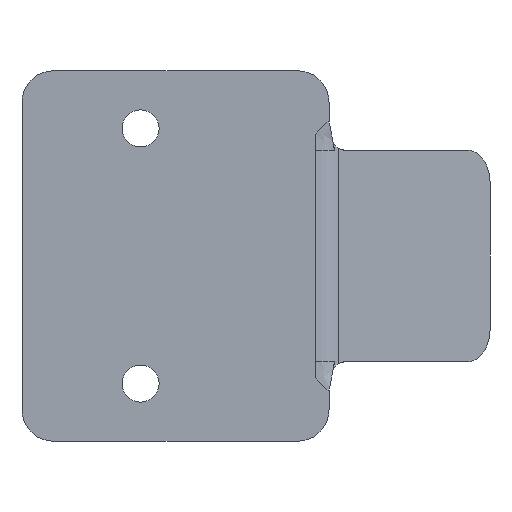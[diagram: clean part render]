
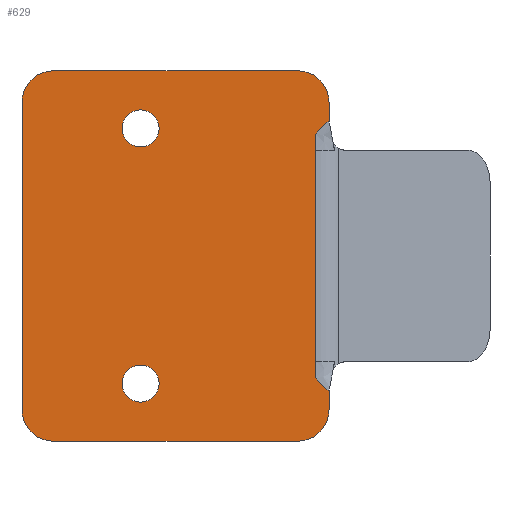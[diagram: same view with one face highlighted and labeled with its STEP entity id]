
A CAD part, front view. The second image highlights one B-rep face of the part: STEP entity #629.
In plain terms, the highlighted planar face has unit normal (0, -1, 0).
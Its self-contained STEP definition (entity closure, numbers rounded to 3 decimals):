
#1=CARTESIAN_POINT('',(11.2,0.,-12.05));
#2=DIRECTION('',(0.,1.,0.));
#3=DIRECTION('',(-1.,0.,0.));
#4=AXIS2_PLACEMENT_3D('',#1,#2,#3);
#6=CARTESIAN_POINT('',(11.2,0.,-12.05));
#7=DIRECTION('',(0.,1.,0.));
#8=DIRECTION('',(1.,0.,0.));
#9=AXIS2_PLACEMENT_3D('',#6,#7,#8);
#11=CARTESIAN_POINT('',(11.2,0.,12.05));
#12=DIRECTION('',(0.,1.,0.));
#13=DIRECTION('',(-1.,0.,0.));
#14=AXIS2_PLACEMENT_3D('',#11,#12,#13);
#16=CARTESIAN_POINT('',(11.2,0.,12.05));
#17=DIRECTION('',(0.,1.,0.));
#18=DIRECTION('',(1.,0.,0.));
#19=AXIS2_PLACEMENT_3D('',#16,#17,#18);
#21=CARTESIAN_POINT('',(3.,0.,-14.5));
#22=DIRECTION('',(0.,-1.,0.));
#23=DIRECTION('',(-1.,0.,0.));
#24=AXIS2_PLACEMENT_3D('',#21,#22,#23);
#26=DIRECTION('',(0.,0.,1.));
#27=VECTOR('',#26,29.);
#28=CARTESIAN_POINT('',(0.,0.,-14.5));
#29=LINE('',#28,#27);
#30=CARTESIAN_POINT('',(3.,0.,14.5));
#31=DIRECTION('',(0.,-1.,0.));
#32=DIRECTION('',(0.,0.,1.));
#33=AXIS2_PLACEMENT_3D('',#30,#31,#32);
#35=DIRECTION('',(1.,0.,0.));
#36=VECTOR('',#35,23.);
#37=CARTESIAN_POINT('',(3.,0.,17.5));
#38=LINE('',#37,#36);
#39=CARTESIAN_POINT('',(26.,0.,14.5));
#40=DIRECTION('',(0.,-1.,0.));
#41=DIRECTION('',(1.,0.,0.));
#42=AXIS2_PLACEMENT_3D('',#39,#40,#41);
#44=DIRECTION('',(0.,0.,-1.));
#45=VECTOR('',#44,1.721);
#46=CARTESIAN_POINT('',(29.,0.,14.5));
#47=LINE('',#46,#45);
#48=DIRECTION('',(-0.707,0.,-0.707));
#49=VECTOR('',#48,1.781);
#50=CARTESIAN_POINT('',(29.,0.,12.779));
#51=LINE('',#50,#49);
#52=DIRECTION('',(0.,0.,1.));
#53=VECTOR('',#52,1.52);
#54=CARTESIAN_POINT('',(27.741,0.,10.));
#55=LINE('',#54,#53);
#56=DIRECTION('',(0.,0.,-1.));
#57=VECTOR('',#56,1.52);
#58=CARTESIAN_POINT('',(27.741,0.,-10.));
#59=LINE('',#58,#57);
#60=DIRECTION('',(-0.707,0.,0.707));
#61=VECTOR('',#60,1.781);
#62=CARTESIAN_POINT('',(29.,0.,-12.779));
#63=LINE('',#62,#61);
#64=DIRECTION('',(0.,0.,-1.));
#65=VECTOR('',#64,1.721);
#66=CARTESIAN_POINT('',(29.,0.,-12.779));
#67=LINE('',#66,#65);
#68=CARTESIAN_POINT('',(26.,0.,-14.5));
#69=DIRECTION('',(0.,-1.,0.));
#70=DIRECTION('',(0.,0.,-1.));
#71=AXIS2_PLACEMENT_3D('',#68,#69,#70);
#73=DIRECTION('',(-1.,0.,0.));
#74=VECTOR('',#73,23.);
#75=CARTESIAN_POINT('',(26.,0.,-17.5));
#76=LINE('',#75,#74);
#244=DIRECTION('',(0.,0.,-1.));
#245=VECTOR('',#244,20.);
#246=CARTESIAN_POINT('',(27.741,0.,10.));
#247=LINE('',#246,#245);
#474=CARTESIAN_POINT('',(9.45,0.,-12.05));
#475=CARTESIAN_POINT('',(12.95,0.,-12.05));
#476=VERTEX_POINT('',#474);
#477=VERTEX_POINT('',#475);
#478=CARTESIAN_POINT('',(9.45,0.,12.05));
#479=CARTESIAN_POINT('',(12.95,0.,12.05));
#480=VERTEX_POINT('',#478);
#481=VERTEX_POINT('',#479);
#490=CARTESIAN_POINT('',(0.,0.,-14.5));
#491=CARTESIAN_POINT('',(3.,0.,-17.5));
#492=VERTEX_POINT('',#490);
#493=VERTEX_POINT('',#491);
#498=CARTESIAN_POINT('',(3.,0.,17.5));
#499=CARTESIAN_POINT('',(0.,0.,14.5));
#500=VERTEX_POINT('',#498);
#501=VERTEX_POINT('',#499);
#522=CARTESIAN_POINT('',(26.,0.,17.5));
#523=VERTEX_POINT('',#522);
#524=CARTESIAN_POINT('',(26.,0.,-17.5));
#525=VERTEX_POINT('',#524);
#530=CARTESIAN_POINT('',(27.741,0.,-10.));
#531=CARTESIAN_POINT('',(27.741,0.,-11.52));
#532=VERTEX_POINT('',#530);
#533=VERTEX_POINT('',#531);
#534=CARTESIAN_POINT('',(29.,0.,-12.779));
#535=VERTEX_POINT('',#534);
#542=CARTESIAN_POINT('',(27.741,0.,10.));
#543=CARTESIAN_POINT('',(27.741,0.,11.52));
#544=VERTEX_POINT('',#542);
#545=VERTEX_POINT('',#543);
#546=CARTESIAN_POINT('',(29.,0.,12.779));
#547=VERTEX_POINT('',#546);
#554=CARTESIAN_POINT('',(29.,0.,-14.5));
#555=VERTEX_POINT('',#554);
#558=CARTESIAN_POINT('',(29.,0.,14.5));
#559=VERTEX_POINT('',#558);
#582=CARTESIAN_POINT('',(0.,0.,0.));
#583=DIRECTION('',(0.,1.,0.));
#584=DIRECTION('',(1.,0.,0.));
#585=AXIS2_PLACEMENT_3D('',#582,#583,#584);
#586=PLANE('',#585);
#588=ORIENTED_EDGE('',*,*,#587,.F.);
#590=ORIENTED_EDGE('',*,*,#589,.T.);
#592=ORIENTED_EDGE('',*,*,#591,.F.);
#594=ORIENTED_EDGE('',*,*,#593,.T.);
#596=ORIENTED_EDGE('',*,*,#595,.F.);
#598=ORIENTED_EDGE('',*,*,#597,.T.);
#600=ORIENTED_EDGE('',*,*,#599,.T.);
#602=ORIENTED_EDGE('',*,*,#601,.F.);
#604=ORIENTED_EDGE('',*,*,#603,.T.);
#606=ORIENTED_EDGE('',*,*,#605,.T.);
#608=ORIENTED_EDGE('',*,*,#607,.F.);
#610=ORIENTED_EDGE('',*,*,#609,.T.);
#612=ORIENTED_EDGE('',*,*,#611,.F.);
#614=ORIENTED_EDGE('',*,*,#613,.T.);
#615=EDGE_LOOP('',(#588,#590,#592,#594,#596,#598,#600,#602,#604,#606,#608,#610,
#612,#614));
#616=FACE_OUTER_BOUND('',#615,.F.);
#618=ORIENTED_EDGE('',*,*,#617,.F.);
#620=ORIENTED_EDGE('',*,*,#619,.F.);
#621=EDGE_LOOP('',(#618,#620));
#622=FACE_BOUND('',#621,.F.);
#624=ORIENTED_EDGE('',*,*,#623,.F.);
#626=ORIENTED_EDGE('',*,*,#625,.F.);
#627=EDGE_LOOP('',(#624,#626));
#628=FACE_BOUND('',#627,.F.);
#629=ADVANCED_FACE('',(#616,#622,#628),#586,.F.);
#5=CIRCLE('',#4,1.75);
#10=CIRCLE('',#9,1.75);
#15=CIRCLE('',#14,1.75);
#20=CIRCLE('',#19,1.75);
#25=CIRCLE('',#24,3.);
#34=CIRCLE('',#33,3.);
#43=CIRCLE('',#42,3.);
#72=CIRCLE('',#71,3.);
#587=EDGE_CURVE('',#492,#493,#25,.T.);
#589=EDGE_CURVE('',#492,#501,#29,.T.);
#591=EDGE_CURVE('',#500,#501,#34,.T.);
#593=EDGE_CURVE('',#500,#523,#38,.T.);
#595=EDGE_CURVE('',#559,#523,#43,.T.);
#597=EDGE_CURVE('',#559,#547,#47,.T.);
#599=EDGE_CURVE('',#547,#545,#51,.T.);
#601=EDGE_CURVE('',#544,#545,#55,.T.);
#603=EDGE_CURVE('',#544,#532,#247,.T.);
#605=EDGE_CURVE('',#532,#533,#59,.T.);
#607=EDGE_CURVE('',#535,#533,#63,.T.);
#609=EDGE_CURVE('',#535,#555,#67,.T.);
#611=EDGE_CURVE('',#525,#555,#72,.T.);
#613=EDGE_CURVE('',#525,#493,#76,.T.);
#617=EDGE_CURVE('',#480,#481,#15,.T.);
#619=EDGE_CURVE('',#481,#480,#20,.T.);
#623=EDGE_CURVE('',#476,#477,#5,.T.);
#625=EDGE_CURVE('',#477,#476,#10,.T.);
